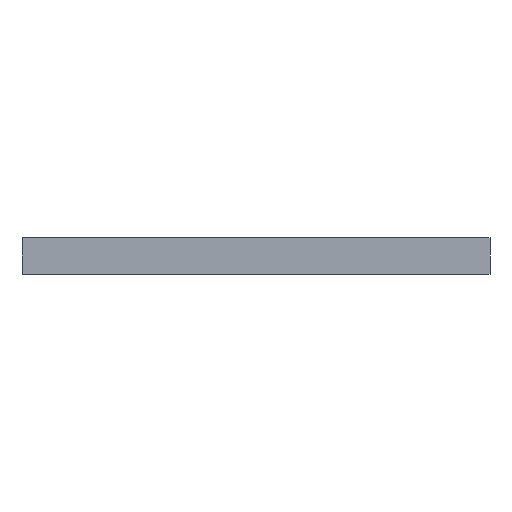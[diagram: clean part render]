
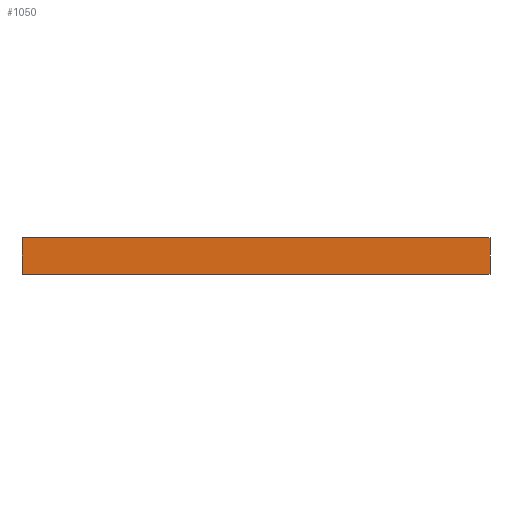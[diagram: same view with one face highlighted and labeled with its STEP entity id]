
A CAD part, front view. The second image highlights one B-rep face of the part: STEP entity #1050.
In plain terms, the highlighted planar face has unit normal (0, -1, 0).
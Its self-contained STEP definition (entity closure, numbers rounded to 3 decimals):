
#109=FACE_OUTER_BOUND('',#170,.T.);
#170=EDGE_LOOP('',(#949,#950,#951,#952));
#272=LINE('',#1631,#396);
#281=LINE('',#1666,#405);
#294=LINE('',#1713,#418);
#295=LINE('',#1715,#419);
#396=VECTOR('',#1324,10.);
#405=VECTOR('',#1353,10.);
#418=VECTOR('',#1406,10.);
#419=VECTOR('',#1409,10.);
#495=VERTEX_POINT('',#1628);
#496=VERTEX_POINT('',#1630);
#511=VERTEX_POINT('',#1663);
#512=VERTEX_POINT('',#1665);
#627=EDGE_CURVE('',#495,#496,#272,.T.);
#644=EDGE_CURVE('',#512,#511,#281,.T.);
#667=EDGE_CURVE('',#496,#511,#294,.T.);
#668=EDGE_CURVE('',#495,#512,#295,.T.);
#949=ORIENTED_EDGE('',*,*,#627,.F.);
#950=ORIENTED_EDGE('',*,*,#668,.T.);
#951=ORIENTED_EDGE('',*,*,#644,.T.);
#952=ORIENTED_EDGE('',*,*,#667,.F.);
#1004=PLANE('',#1146);
#1050=ADVANCED_FACE('',(#109),#1004,.F.);
#1146=AXIS2_PLACEMENT_3D('',#1714,#1407,#1408);
#1324=DIRECTION('',(-1.,0.,0.));
#1353=DIRECTION('',(-1.,0.,0.));
#1406=DIRECTION('',(0.,0.,1.));
#1407=DIRECTION('center_axis',(0.,1.,0.));
#1408=DIRECTION('ref_axis',(-1.,0.,0.));
#1409=DIRECTION('',(0.,0.,1.));
#1628=CARTESIAN_POINT('',(-33.,-33.,0.));
#1630=CARTESIAN_POINT('',(-109.,-33.,0.));
#1631=CARTESIAN_POINT('',(-33.,-33.,0.));
#1663=CARTESIAN_POINT('',(-109.,-33.,6.));
#1665=CARTESIAN_POINT('',(-33.,-33.,6.));
#1666=CARTESIAN_POINT('',(-33.,-33.,6.));
#1713=CARTESIAN_POINT('',(-109.,-33.,0.));
#1714=CARTESIAN_POINT('Origin',(-33.,-33.,0.));
#1715=CARTESIAN_POINT('',(-33.,-33.,0.));
